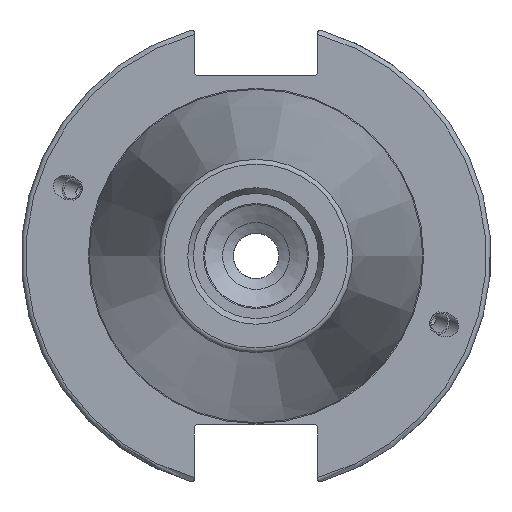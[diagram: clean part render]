
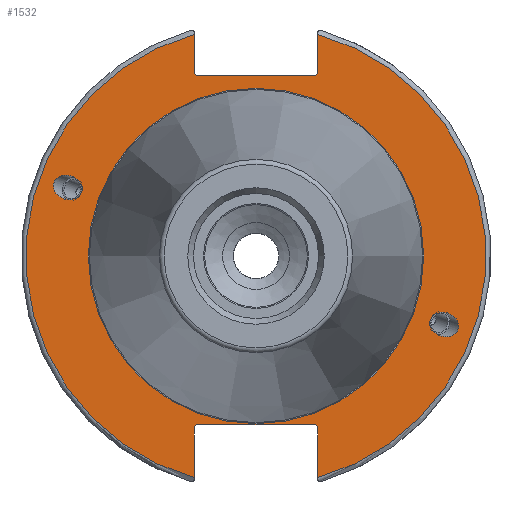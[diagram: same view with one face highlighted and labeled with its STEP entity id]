
A CAD part, left-side view. The second image highlights one B-rep face of the part: STEP entity #1532.
In plain terms, the highlighted planar face has unit normal (-1, 0, 0).
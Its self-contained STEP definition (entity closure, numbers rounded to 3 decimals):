
#31=ELLIPSE('',#1653,3.052,2.5);
#32=ELLIPSE('',#1687,3.052,2.5);
#44=PLANE('',#1697);
#94=FACE_BOUND('',#337,.T.);
#95=FACE_BOUND('',#338,.T.);
#96=FACE_BOUND('',#339,.T.);
#151=CIRCLE('',#1695,35.125);
#153=CIRCLE('',#1698,48.213);
#154=CIRCLE('',#1699,48.213);
#234=FACE_OUTER_BOUND('',#336,.T.);
#336=EDGE_LOOP('',(#1225,#1226,#1227,#1228,#1229,#1230,#1231,#1232,#1233,
#1234,#1235,#1236));
#337=EDGE_LOOP('',(#1237));
#338=EDGE_LOOP('',(#1238));
#339=EDGE_LOOP('',(#1239));
#433=LINE('',#2917,#526);
#434=LINE('',#2919,#527);
#435=LINE('',#2921,#528);
#436=LINE('',#2923,#529);
#437=LINE('',#2925,#530);
#438=LINE('',#2929,#531);
#439=LINE('',#2931,#532);
#440=LINE('',#2933,#533);
#441=LINE('',#2935,#534);
#442=LINE('',#2936,#535);
#526=VECTOR('',#2013,10.);
#527=VECTOR('',#2014,10.);
#528=VECTOR('',#2015,10.);
#529=VECTOR('',#2016,10.);
#530=VECTOR('',#2017,10.);
#531=VECTOR('',#2020,10.);
#532=VECTOR('',#2021,10.);
#533=VECTOR('',#2022,10.);
#534=VECTOR('',#2023,10.);
#535=VECTOR('',#2024,10.);
#673=VERTEX_POINT('',#2634);
#711=VERTEX_POINT('',#2893);
#716=VERTEX_POINT('',#2908);
#717=VERTEX_POINT('',#2913);
#718=VERTEX_POINT('',#2914);
#719=VERTEX_POINT('',#2916);
#720=VERTEX_POINT('',#2918);
#721=VERTEX_POINT('',#2920);
#722=VERTEX_POINT('',#2922);
#723=VERTEX_POINT('',#2924);
#724=VERTEX_POINT('',#2926);
#725=VERTEX_POINT('',#2928);
#726=VERTEX_POINT('',#2930);
#727=VERTEX_POINT('',#2932);
#728=VERTEX_POINT('',#2934);
#845=EDGE_CURVE('',#673,#673,#31,.T.);
#896=EDGE_CURVE('',#711,#711,#32,.T.);
#903=EDGE_CURVE('',#716,#716,#151,.T.);
#905=EDGE_CURVE('',#717,#718,#153,.T.);
#906=EDGE_CURVE('',#717,#719,#433,.T.);
#907=EDGE_CURVE('',#720,#719,#434,.T.);
#908=EDGE_CURVE('',#720,#721,#435,.T.);
#909=EDGE_CURVE('',#722,#721,#436,.T.);
#910=EDGE_CURVE('',#722,#723,#437,.T.);
#911=EDGE_CURVE('',#724,#723,#154,.T.);
#912=EDGE_CURVE('',#724,#725,#438,.T.);
#913=EDGE_CURVE('',#726,#725,#439,.T.);
#914=EDGE_CURVE('',#726,#727,#440,.T.);
#915=EDGE_CURVE('',#728,#727,#441,.T.);
#916=EDGE_CURVE('',#728,#718,#442,.T.);
#1225=ORIENTED_EDGE('',*,*,#905,.F.);
#1226=ORIENTED_EDGE('',*,*,#906,.T.);
#1227=ORIENTED_EDGE('',*,*,#907,.F.);
#1228=ORIENTED_EDGE('',*,*,#908,.T.);
#1229=ORIENTED_EDGE('',*,*,#909,.F.);
#1230=ORIENTED_EDGE('',*,*,#910,.T.);
#1231=ORIENTED_EDGE('',*,*,#911,.F.);
#1232=ORIENTED_EDGE('',*,*,#912,.T.);
#1233=ORIENTED_EDGE('',*,*,#913,.F.);
#1234=ORIENTED_EDGE('',*,*,#914,.T.);
#1235=ORIENTED_EDGE('',*,*,#915,.F.);
#1236=ORIENTED_EDGE('',*,*,#916,.T.);
#1237=ORIENTED_EDGE('',*,*,#845,.T.);
#1238=ORIENTED_EDGE('',*,*,#896,.T.);
#1239=ORIENTED_EDGE('',*,*,#903,.F.);
#1532=ADVANCED_FACE('',(#234,#94,#95,#96),#44,.T.);
#1653=AXIS2_PLACEMENT_3D('',#2636,#1903,#1904);
#1687=AXIS2_PLACEMENT_3D('',#2895,#1987,#1988);
#1695=AXIS2_PLACEMENT_3D('',#2910,#2005,#2006);
#1697=AXIS2_PLACEMENT_3D('',#2912,#2009,#2010);
#1698=AXIS2_PLACEMENT_3D('',#2915,#2011,#2012);
#1699=AXIS2_PLACEMENT_3D('',#2927,#2018,#2019);
#1903=DIRECTION('center_axis',(1.,0.,0.));
#1904=DIRECTION('ref_axis',(0.,-0.94,-0.342));
#1987=DIRECTION('center_axis',(1.,0.,0.));
#1988=DIRECTION('ref_axis',(0.,0.94,0.342));
#2005=DIRECTION('center_axis',(-1.,0.,0.));
#2006=DIRECTION('ref_axis',(0.,-1.,0.));
#2009=DIRECTION('center_axis',(-1.,0.,0.));
#2010=DIRECTION('ref_axis',(0.,0.,1.));
#2011=DIRECTION('center_axis',(1.,0.,0.));
#2012=DIRECTION('ref_axis',(0.,-1.,0.));
#2013=DIRECTION('',(0.,0.,-1.));
#2014=DIRECTION('',(0.,-0.707,0.707));
#2015=DIRECTION('',(0.,1.,0.));
#2016=DIRECTION('',(0.,-0.707,-0.707));
#2017=DIRECTION('',(0.,0.,1.));
#2018=DIRECTION('center_axis',(1.,0.,0.));
#2019=DIRECTION('ref_axis',(0.,1.,0.));
#2020=DIRECTION('',(0.,0.,1.));
#2021=DIRECTION('',(0.,0.707,-0.707));
#2022=DIRECTION('',(0.,-1.,0.));
#2023=DIRECTION('',(0.,0.707,0.707));
#2024=DIRECTION('',(0.,0.,-1.));
#2634=CARTESIAN_POINT('',(3.175,-36.599,-13.321));
#2636=CARTESIAN_POINT('Origin',(3.175,-39.467,-14.365));
#2893=CARTESIAN_POINT('',(3.175,36.599,13.321));
#2895=CARTESIAN_POINT('Origin',(3.175,39.467,14.365));
#2908=CARTESIAN_POINT('',(3.175,0.,35.125));
#2910=CARTESIAN_POINT('Origin',(3.175,0.,0.));
#2912=CARTESIAN_POINT('Origin',(3.175,49.213,0.));
#2913=CARTESIAN_POINT('',(3.175,-12.95,46.441));
#2914=CARTESIAN_POINT('',(3.175,-12.95,-46.441));
#2915=CARTESIAN_POINT('Origin',(3.175,0.,0.));
#2916=CARTESIAN_POINT('',(3.175,-12.95,38.219));
#2917=CARTESIAN_POINT('',(3.175,-12.95,18.86));
#2918=CARTESIAN_POINT('',(3.175,-12.45,37.719));
#2919=CARTESIAN_POINT('',(3.175,12.27,12.999));
#2920=CARTESIAN_POINT('',(3.175,12.45,37.719));
#2921=CARTESIAN_POINT('',(3.175,24.606,37.719));
#2922=CARTESIAN_POINT('',(3.175,12.95,38.219));
#2923=CARTESIAN_POINT('',(3.175,12.336,37.605));
#2924=CARTESIAN_POINT('',(3.175,12.95,46.441));
#2925=CARTESIAN_POINT('',(3.175,12.95,18.86));
#2926=CARTESIAN_POINT('',(3.175,12.95,-46.441));
#2927=CARTESIAN_POINT('Origin',(3.175,0.,0.));
#2928=CARTESIAN_POINT('',(3.175,12.95,-35.806));
#2929=CARTESIAN_POINT('',(3.175,12.95,-17.653));
#2930=CARTESIAN_POINT('',(3.175,12.45,-35.306));
#2931=CARTESIAN_POINT('',(3.175,12.939,-35.795));
#2932=CARTESIAN_POINT('',(3.175,-12.45,-35.306));
#2933=CARTESIAN_POINT('',(3.175,24.606,-35.306));
#2934=CARTESIAN_POINT('',(3.175,-12.95,-35.806));
#2935=CARTESIAN_POINT('',(3.175,11.667,-11.189));
#2936=CARTESIAN_POINT('',(3.175,-12.95,-17.653));
